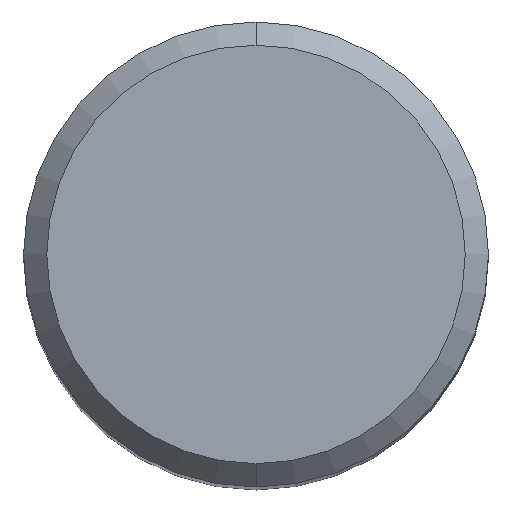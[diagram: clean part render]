
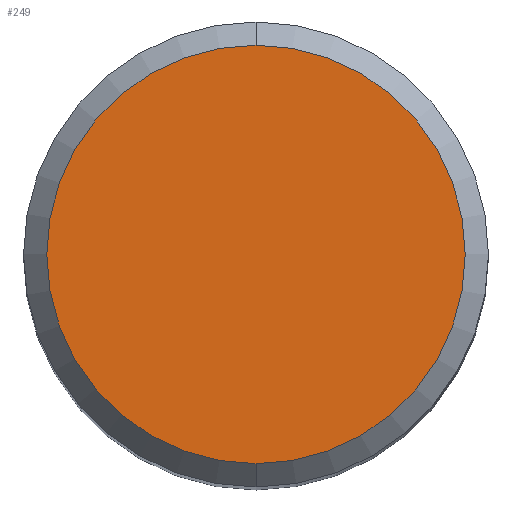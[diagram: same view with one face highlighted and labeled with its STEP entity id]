
A CAD part, top view. The second image highlights one B-rep face of the part: STEP entity #249.
In plain terms, the highlighted planar face has unit normal (0, 0, 1).
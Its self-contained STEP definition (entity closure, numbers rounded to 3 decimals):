
#171=EDGE_CURVE('',#203,#199,#462,.T.);
#199=VERTEX_POINT('',#492);
#203=VERTEX_POINT('',#497);
#249=ADVANCED_FACE('',(#547),#548,.T.);
#283=EDGE_CURVE('',#199,#203,#587,.T.);
#462=CIRCLE('',#776,5.4);
#492=CARTESIAN_POINT('',(0.0,5.4,0.));
#497=CARTESIAN_POINT('',(0.,-5.4,0.));
#547=FACE_OUTER_BOUND('',#929,.T.);
#548=PLANE('',#930);
#587=CIRCLE('',#1038,5.4);
#776=AXIS2_PLACEMENT_3D('',#1444,#1445,#1446);
#929=EDGE_LOOP('',(#1526,#1527));
#930=AXIS2_PLACEMENT_3D('',#1528,#1529,#1530);
#1038=AXIS2_PLACEMENT_3D('',#1589,#1590,#1591);
#1444=CARTESIAN_POINT('',(0.0,0.0,0.));
#1445=DIRECTION('',(0.0,0.0,-1.0));
#1446=DIRECTION('',(0.0,1.0,0.0));
#1526=ORIENTED_EDGE('',*,*,#283,.F.);
#1527=ORIENTED_EDGE('',*,*,#171,.F.);
#1528=CARTESIAN_POINT('',(0.0,2.7,0.));
#1529=DIRECTION('',(-0.0,0.0,1.0));
#1530=DIRECTION('',(0.0,-1.0,0.0));
#1589=CARTESIAN_POINT('',(0.0,0.0,0.));
#1590=DIRECTION('',(0.0,0.0,-1.0));
#1591=DIRECTION('',(0.0,1.0,0.0));
